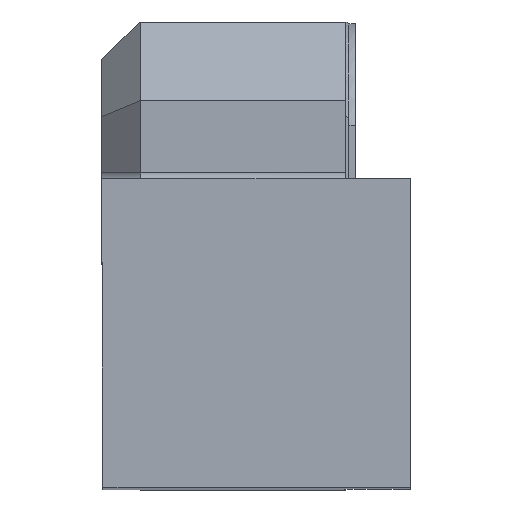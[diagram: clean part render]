
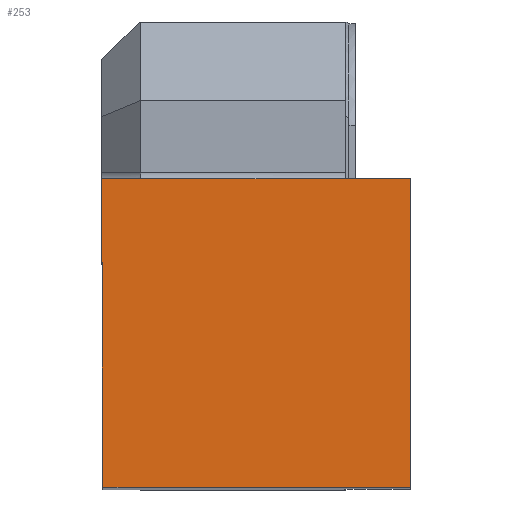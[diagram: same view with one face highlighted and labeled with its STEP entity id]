
A CAD part, top view. The second image highlights one B-rep face of the part: STEP entity #253.
In plain terms, the highlighted planar face has unit normal (0, 0, 1).
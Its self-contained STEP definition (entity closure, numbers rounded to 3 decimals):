
#77=PLANE('',#939);
#103=FACE_OUTER_BOUND('',#378,.T.);
#150=LINE('',#1373,#209);
#155=LINE('',#1386,#214);
#161=LINE('',#1397,#220);
#164=LINE('',#1403,#223);
#209=VECTOR('',#1079,1.);
#214=VECTOR('',#1090,1.);
#220=VECTOR('',#1098,1.);
#223=VECTOR('',#1103,1.);
#253=ADVANCED_FACE('',(#103),#77,.F.);
#378=EDGE_LOOP('',(#513,#514,#515,#516));
#513=ORIENTED_EDGE('',*,*,#777,.T.);
#514=ORIENTED_EDGE('',*,*,#784,.T.);
#515=ORIENTED_EDGE('',*,*,#790,.T.);
#516=ORIENTED_EDGE('',*,*,#793,.T.);
#692=VERTEX_POINT('',#1372);
#693=VERTEX_POINT('',#1374);
#697=VERTEX_POINT('',#1385);
#701=VERTEX_POINT('',#1396);
#777=EDGE_CURVE('',#693,#692,#150,.T.);
#784=EDGE_CURVE('',#692,#697,#155,.T.);
#790=EDGE_CURVE('',#697,#701,#161,.T.);
#793=EDGE_CURVE('',#701,#693,#164,.T.);
#939=AXIS2_PLACEMENT_3D('',#1408,#1109,#1110);
#1079=DIRECTION('',(0.004,-1.,0.));
#1090=DIRECTION('',(1.,0.,0.));
#1098=DIRECTION('',(0.,1.,0.));
#1103=DIRECTION('',(-1.,0.,0.));
#1109=DIRECTION('',(0.,0.,-1.));
#1110=DIRECTION('',(1.,0.,0.));
#1372=CARTESIAN_POINT('',(0.138,0.,0.));
#1373=CARTESIAN_POINT('',(0.,31.625,0.));
#1374=CARTESIAN_POINT('',(0.,31.625,0.));
#1385=CARTESIAN_POINT('',(31.625,0.,0.));
#1386=CARTESIAN_POINT('',(0.138,0.,0.));
#1396=CARTESIAN_POINT('',(31.625,31.625,0.));
#1397=CARTESIAN_POINT('',(31.625,0.,0.));
#1403=CARTESIAN_POINT('',(31.625,31.625,0.));
#1408=CARTESIAN_POINT('',(0.138,0.,0.));
